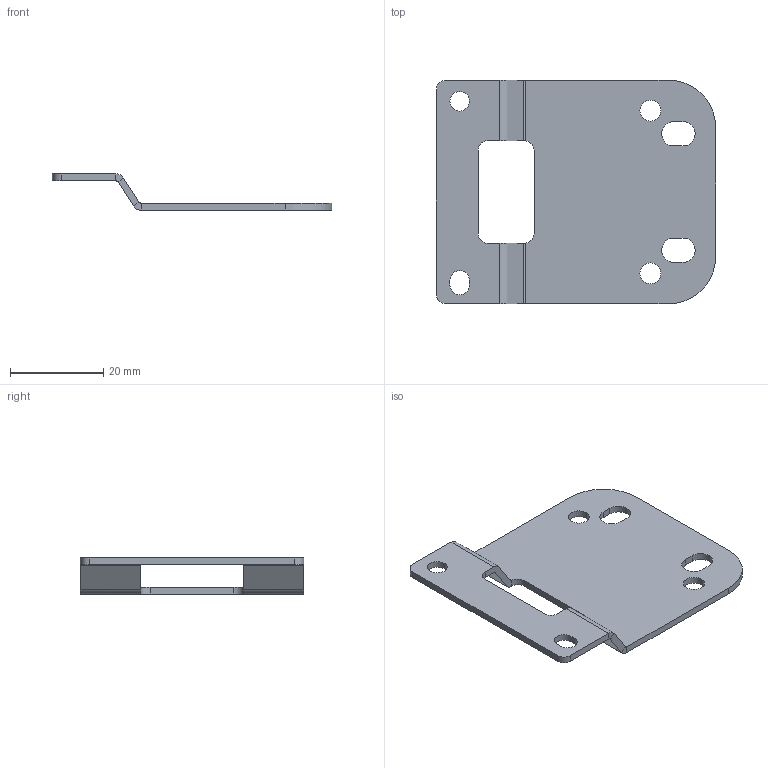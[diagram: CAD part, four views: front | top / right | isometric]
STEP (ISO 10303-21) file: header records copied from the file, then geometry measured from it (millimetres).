
FILE_DESCRIPTION (( 'STEP AP214' ), '1' );
FILE_NAME ('CLK-001.step', '2019-03-26T15:47:18', ( '' ), ( '' ), 'SwSTEP 2.0', 'SolidWorks 2018', '' );
FILE_SCHEMA (( 'AUTOMOTIVE_DESIGN' ));
Length unit declared in the file: millimetre
Products named in the file (1): CLK-001
Bounding box: 60 x 48 x 7.8 mm (x, y, z)
Volume: 3796.2 mm3; surface area: 5632.2 mm2
Topology: 1 solids, 1 shells, 60 faces, 164 edges, 104 vertices
Faces by surface type: cylinder 30, plane 30
Entity records: 1966 total; most frequent: DIRECTION 342, CARTESIAN_POINT 341, ORIENTED_EDGE 328, EDGE_CURVE 164, AXIS2_PLACEMENT_3D 121, VERTEX_POINT 104, VECTOR 100, LINE 100
